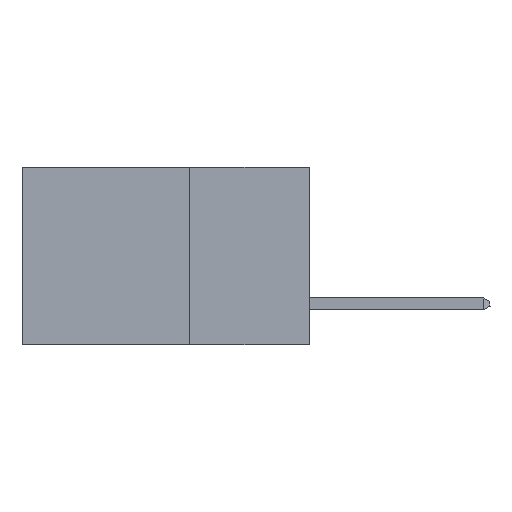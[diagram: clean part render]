
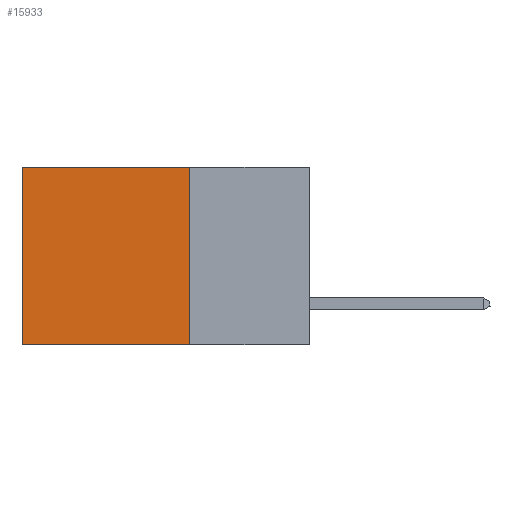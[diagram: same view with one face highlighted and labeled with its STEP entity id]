
A CAD part, left-side view. The second image highlights one B-rep face of the part: STEP entity #15933.
In plain terms, the highlighted planar face has unit normal (-1, 0, 0).
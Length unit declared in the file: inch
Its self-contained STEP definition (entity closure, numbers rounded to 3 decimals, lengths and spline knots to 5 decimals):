
#797 = DIRECTION ( 'NONE',  ( 0., 0., -1. ) ) ;
#1015 = VERTEX_POINT ( 'NONE', #16417 ) ;
#1258 = CARTESIAN_POINT ( 'NONE',  ( 0.2875, 0.25, 0. ) ) ;
#2069 = EDGE_CURVE ( 'NONE', #8048, #1015, #9628, .T. ) ;
#2247 = DIRECTION ( 'NONE',  ( 0., 1., 0. ) ) ;
#2778 = AXIS2_PLACEMENT_3D ( 'NONE', #17956, #21850, #797 ) ;
#3344 = LINE ( 'NONE', #24054, #16906 ) ;
#4374 = CARTESIAN_POINT ( 'NONE',  ( 0.2875, 0.6, 0. ) ) ;
#6832 = VECTOR ( 'NONE', #17354, 39.37008 ) ;
#7919 = EDGE_CURVE ( 'NONE', #8048, #10693, #18255, .T. ) ;
#8048 = VERTEX_POINT ( 'NONE', #15273 ) ;
#8705 = VERTEX_POINT ( 'NONE', #10595 ) ;
#9628 = LINE ( 'NONE', #1258, #12920 ) ;
#10280 = EDGE_LOOP ( 'NONE', ( #14015, #12954, #13137, #23114 ) ) ;
#10595 = CARTESIAN_POINT ( 'NONE',  ( 0.2875, 0.6, -0.37 ) ) ;
#10693 = VERTEX_POINT ( 'NONE', #14589 ) ;
#12437 = DIRECTION ( 'NONE',  ( 0., 0., -1. ) ) ;
#12593 = VECTOR ( 'NONE', #12437, 39.37008 ) ;
#12920 = VECTOR ( 'NONE', #22655, 39.37008 ) ;
#12954 = ORIENTED_EDGE ( 'NONE', *, *, #19478, .F. ) ;
#13137 = ORIENTED_EDGE ( 'NONE', *, *, #2069, .F. ) ;
#13401 = CARTESIAN_POINT ( 'NONE',  ( 0.2875, 0.25, 0. ) ) ;
#14015 = ORIENTED_EDGE ( 'NONE', *, *, #23430, .T. ) ;
#14589 = CARTESIAN_POINT ( 'NONE',  ( 0.2875, 0.6, 0. ) ) ;
#15273 = CARTESIAN_POINT ( 'NONE',  ( 0.2875, 0.25, 0. ) ) ;
#15603 = FACE_OUTER_BOUND ( 'NONE', #10280, .T. ) ;
#15933 = ADVANCED_FACE ( 'NONE', ( #15603 ), #23942, .F. ) ;
#16417 = CARTESIAN_POINT ( 'NONE',  ( 0.2875, 0.25, -0.37 ) ) ;
#16906 = VECTOR ( 'NONE', #2247, 39.37008 ) ;
#17354 = DIRECTION ( 'NONE',  ( 0., 1., 0. ) ) ;
#17683 = LINE ( 'NONE', #4374, #12593 ) ;
#17956 = CARTESIAN_POINT ( 'NONE',  ( 0.2875, 0.25, 0. ) ) ;
#18255 = LINE ( 'NONE', #13401, #6832 ) ;
#19478 = EDGE_CURVE ( 'NONE', #1015, #8705, #3344, .T. ) ;
#21850 = DIRECTION ( 'NONE',  ( 1., 0., 0. ) ) ;
#22655 = DIRECTION ( 'NONE',  ( 0., 0., -1. ) ) ;
#23114 = ORIENTED_EDGE ( 'NONE', *, *, #7919, .T. ) ;
#23430 = EDGE_CURVE ( 'NONE', #10693, #8705, #17683, .T. ) ;
#23942 = PLANE ( 'NONE',  #2778 ) ;
#24054 = CARTESIAN_POINT ( 'NONE',  ( 0.2875, 0.25, -0.37 ) ) ;
